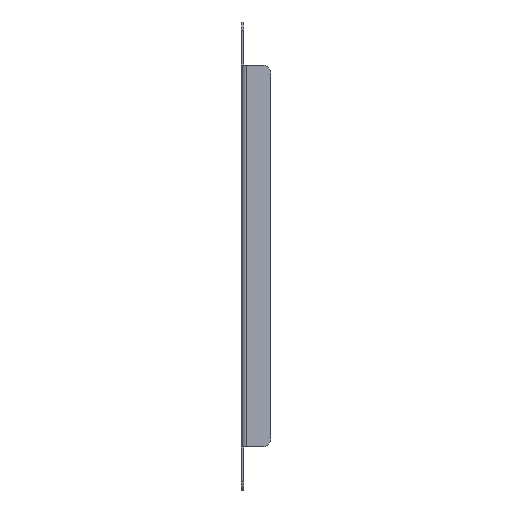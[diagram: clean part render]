
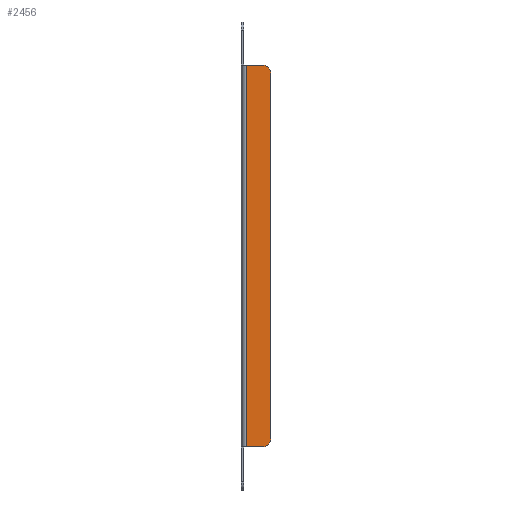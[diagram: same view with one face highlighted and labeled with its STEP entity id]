
A CAD part, left-side view. The second image highlights one B-rep face of the part: STEP entity #2456.
In plain terms, the highlighted planar face has unit normal (-1, 0, 0).
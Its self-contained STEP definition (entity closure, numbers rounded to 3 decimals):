
#1 = EDGE_CURVE ( 'NONE', #2214, #246, #1780, .T. ) ;
#14 = CARTESIAN_POINT ( 'NONE',  ( -12., -13., -117.65 ) ) ;
#155 = DIRECTION ( 'NONE',  ( 1., 0., 0. ) ) ;
#190 = LINE ( 'NONE', #2116, #1758 ) ;
#246 = VERTEX_POINT ( 'NONE', #2529 ) ;
#277 = VECTOR ( 'NONE', #1986, 1000. ) ;
#377 = DIRECTION ( 'NONE',  ( 0., 1., 0. ) ) ;
#406 = VERTEX_POINT ( 'NONE', #2204 ) ;
#552 = AXIS2_PLACEMENT_3D ( 'NONE', #1143, #1532, #2405 ) ;
#574 = EDGE_CURVE ( 'NONE', #2559, #684, #1220, .T. ) ;
#684 = VERTEX_POINT ( 'NONE', #2558 ) ;
#713 = EDGE_CURVE ( 'NONE', #246, #406, #190, .T. ) ;
#949 = ORIENTED_EDGE ( 'NONE', *, *, #713, .F. ) ;
#1114 = CIRCLE ( 'NONE', #552, 5. ) ;
#1143 = CARTESIAN_POINT ( 'NONE',  ( -12., -13., 112.65 ) ) ;
#1182 = DIRECTION ( 'NONE',  ( -1., 0., 0. ) ) ;
#1195 = DIRECTION ( 'NONE',  ( 0., 1., 0. ) ) ;
#1220 = LINE ( 'NONE', #1418, #1667 ) ;
#1330 = ORIENTED_EDGE ( 'NONE', *, *, #2699, .T. ) ;
#1382 = CIRCLE ( 'NONE', #2305, 5. ) ;
#1390 = LINE ( 'NONE', #2653, #2667 ) ;
#1418 = CARTESIAN_POINT ( 'NONE',  ( -12., -18., 144.15 ) ) ;
#1440 = EDGE_LOOP ( 'NONE', ( #1706, #1619, #1966, #1599, #1330, #949 ) ) ;
#1532 = DIRECTION ( 'NONE',  ( -1., 0., 0. ) ) ;
#1599 = ORIENTED_EDGE ( 'NONE', *, *, #2259, .T. ) ;
#1619 = ORIENTED_EDGE ( 'NONE', *, *, #2453, .T. ) ;
#1667 = VECTOR ( 'NONE', #2022, 1000. ) ;
#1706 = ORIENTED_EDGE ( 'NONE', *, *, #1, .F. ) ;
#1758 = VECTOR ( 'NONE', #2315, 1000. ) ;
#1780 = LINE ( 'NONE', #1789, #277 ) ;
#1789 = CARTESIAN_POINT ( 'NONE',  ( -12., -18., -117.65 ) ) ;
#1792 = CARTESIAN_POINT ( 'NONE',  ( -12., -13., 117.65 ) ) ;
#1847 = VERTEX_POINT ( 'NONE', #1792 ) ;
#1906 = CARTESIAN_POINT ( 'NONE',  ( -12., -18., 112.65 ) ) ;
#1966 = ORIENTED_EDGE ( 'NONE', *, *, #574, .F. ) ;
#1986 = DIRECTION ( 'NONE',  ( 0., 1., 0. ) ) ;
#1997 = FACE_OUTER_BOUND ( 'NONE', #1440, .T. ) ;
#2022 = DIRECTION ( 'NONE',  ( 0., 0., -1. ) ) ;
#2025 = PLANE ( 'NONE',  #2531 ) ;
#2116 = CARTESIAN_POINT ( 'NONE',  ( -12., -3., 144.15 ) ) ;
#2204 = CARTESIAN_POINT ( 'NONE',  ( -12., -3., 117.65 ) ) ;
#2214 = VERTEX_POINT ( 'NONE', #14 ) ;
#2259 = EDGE_CURVE ( 'NONE', #2559, #1847, #1114, .T. ) ;
#2263 = CARTESIAN_POINT ( 'NONE',  ( -12., 0., 0. ) ) ;
#2305 = AXIS2_PLACEMENT_3D ( 'NONE', #2660, #1182, #1195 ) ;
#2315 = DIRECTION ( 'NONE',  ( 0., 0., 1. ) ) ;
#2405 = DIRECTION ( 'NONE',  ( 0., 1., 0. ) ) ;
#2429 = DIRECTION ( 'NONE',  ( 0., 1., 0. ) ) ;
#2453 = EDGE_CURVE ( 'NONE', #2214, #684, #1382, .T. ) ;
#2456 = ADVANCED_FACE ( 'NONE', ( #1997 ), #2025, .F. ) ;
#2529 = CARTESIAN_POINT ( 'NONE',  ( -12., -3., -117.65 ) ) ;
#2531 = AXIS2_PLACEMENT_3D ( 'NONE', #2263, #155, #377 ) ;
#2558 = CARTESIAN_POINT ( 'NONE',  ( -12., -18., -112.65 ) ) ;
#2559 = VERTEX_POINT ( 'NONE', #1906 ) ;
#2653 = CARTESIAN_POINT ( 'NONE',  ( -12., -18., 117.65 ) ) ;
#2660 = CARTESIAN_POINT ( 'NONE',  ( -12., -13., -112.65 ) ) ;
#2667 = VECTOR ( 'NONE', #2429, 1000. ) ;
#2699 = EDGE_CURVE ( 'NONE', #1847, #406, #1390, .T. ) ;
